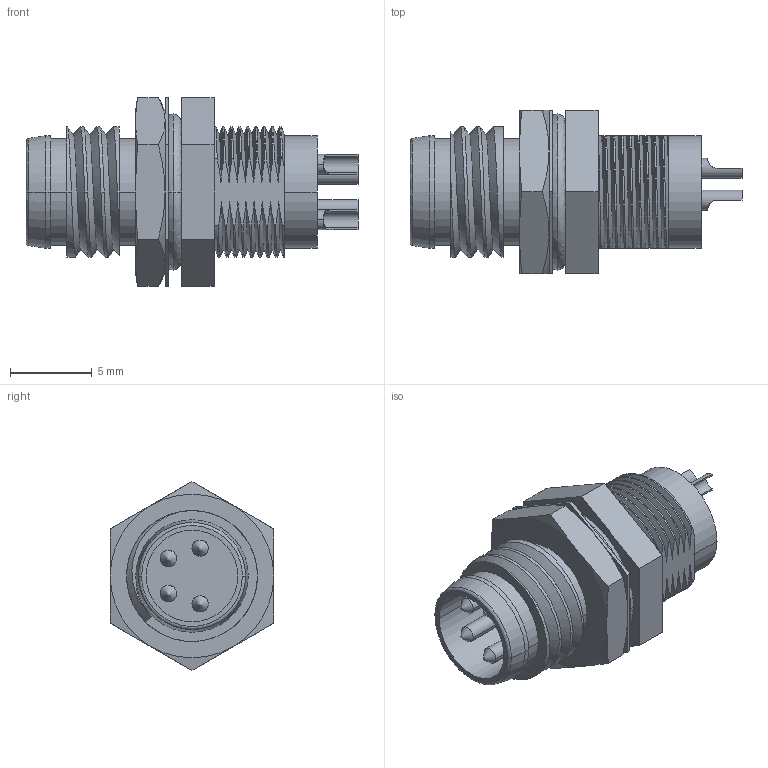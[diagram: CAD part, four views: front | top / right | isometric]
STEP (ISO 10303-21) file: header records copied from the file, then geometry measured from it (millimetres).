
FILE_DESCRIPTION (( 'STEP AP203' ), '1' );
FILE_NAME ('P47.STEP', '2020-03-30T07:56:00', ( 'edpusr' ), ( 'Microsoft' ), 'SwSTEP 2.0', 'SolidWorks 2015', '' );
FILE_SCHEMA (( 'CONFIG_CONTROL_DESIGN' ));
Length unit declared in the file: millimetre
Products named in the file (1): P47
Bounding box: 20.3 x 10 x 11.55 mm (x, y, z)
Volume: 819.7 mm3; surface area: 1043.8 mm2
Topology: 1 solids, 1 shells, 187 faces, 470 edges, 294 vertices
Faces by surface type: cylinder 64, plane 52, bspline 49, cone 22
Entity records: 14849 total; most frequent: CARTESIAN_POINT 10919, ORIENTED_EDGE 924, DIRECTION 634, EDGE_CURVE 462, VERTEX_POINT 294, AXIS2_PLACEMENT_3D 227, EDGE_LOOP 204, ADVANCED_FACE 187
